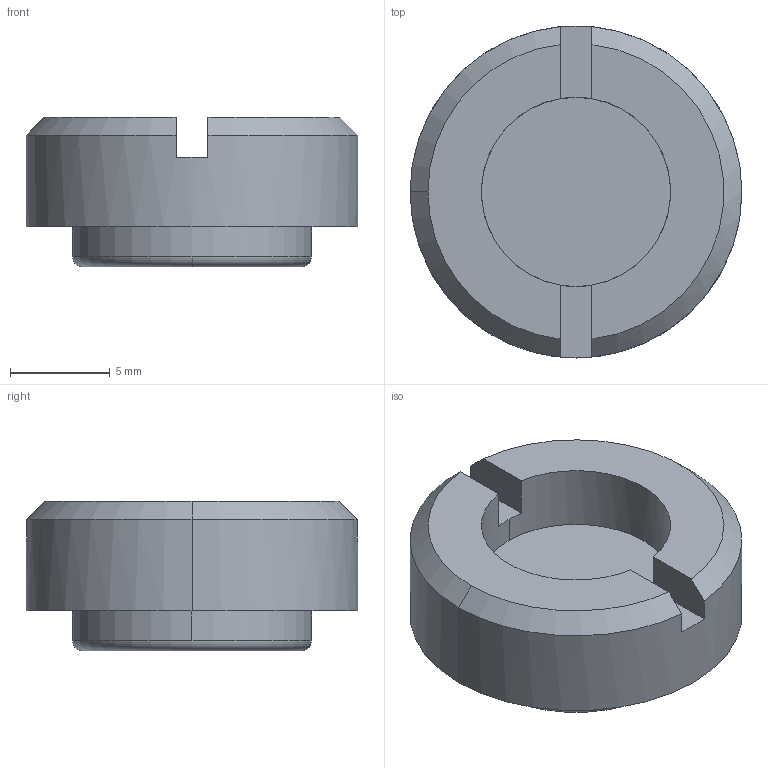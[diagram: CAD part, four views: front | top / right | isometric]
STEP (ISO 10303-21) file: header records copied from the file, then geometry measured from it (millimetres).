
FILE_DESCRIPTION (( 'STEP AP203' ), '1' );
FILE_NAME ('04010003-P.STEP', '2010-07-19T09:07:56', ( '' ), ( 'sopra-pneumatic' ), 'SwSTEP 2.0', 'SolidWorks 2009', '' );
FILE_SCHEMA (( 'CONFIG_CONTROL_DESIGN' ));
Length unit declared in the file: millimetre
Products named in the file (1): 04010003-P
Bounding box: 16.66 x 16.66 x 7.5 mm (x, y, z)
Volume: 1080.2 mm3; surface area: 1231.5 mm2
Topology: 2 solids, 2 shells, 31 faces, 74 edges, 49 vertices
Faces by surface type: plane 14, cylinder 12, cone 3, torus 2
Entity records: 1004 total; most frequent: DIRECTION 175, CARTESIAN_POINT 167, ORIENTED_EDGE 148, EDGE_CURVE 74, AXIS2_PLACEMENT_3D 73, VERTEX_POINT 49, CIRCLE 41, EDGE_LOOP 35
